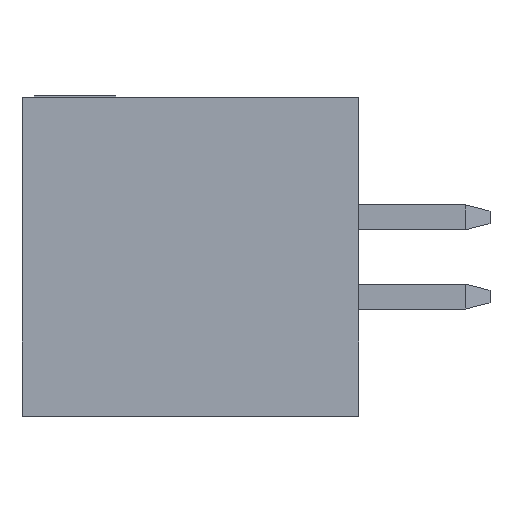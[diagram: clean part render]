
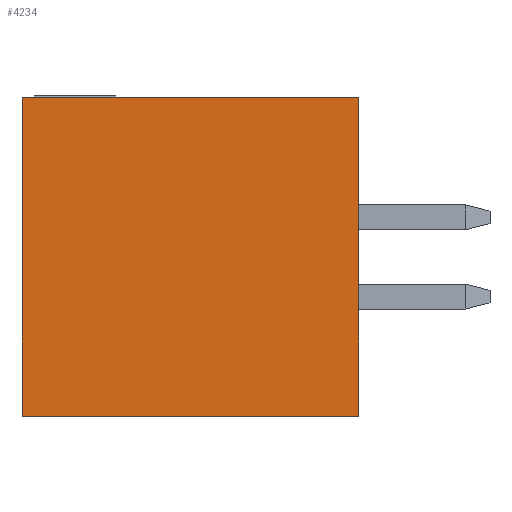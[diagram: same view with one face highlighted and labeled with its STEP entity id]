
A CAD part, left-side view. The second image highlights one B-rep face of the part: STEP entity #4234.
In plain terms, the highlighted free-form (B-spline) face has degree [1, 1] with [2, 2] control points.
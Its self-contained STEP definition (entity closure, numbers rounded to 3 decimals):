
#4234 = ADVANCED_FACE('',(#4235),#4248,.T.);
#4235 = FACE_BOUND('',#4236,.T.);
#4236 = EDGE_LOOP('',(#4237,#4259,#4274,#4289));
#4237 = ORIENTED_EDGE('',*,*,#4238,.F.);
#4238 = EDGE_CURVE('',#4239,#4241,#4243,.T.);
#4239 = VERTEX_POINT('',#4240);
#4240 = CARTESIAN_POINT('',(-6.325,5.4,2.55));
#4241 = VERTEX_POINT('',#4242);
#4242 = CARTESIAN_POINT('',(-6.325,0.,2.55));
#4243 = SURFACE_CURVE('',#4244,(#4247),.PCURVE_S1.);
#4244 = B_SPLINE_CURVE_WITH_KNOTS('',1,(#4245,#4246),.UNSPECIFIED.,.F.,
  .F.,(2,2),(0.,5.4),.PIECEWISE_BEZIER_KNOTS.);
#4245 = CARTESIAN_POINT('',(-6.325,5.4,2.55));
#4246 = CARTESIAN_POINT('',(-6.325,0.,2.55));
#4247 = PCURVE('',#4248,#4253);
#4248 = B_SPLINE_SURFACE_WITH_KNOTS('',1,1,(
    (#4249,#4250)
    ,(#4251,#4252
    )),.UNSPECIFIED.,.F.,.F.,.F.,(2,2),(2,2),(0.,5.1),(0.,5.4),
  .PIECEWISE_BEZIER_KNOTS.);
#4249 = CARTESIAN_POINT('',(-6.325,0.,-2.55));
#4250 = CARTESIAN_POINT('',(-6.325,5.4,-2.55));
#4251 = CARTESIAN_POINT('',(-6.325,0.,2.55));
#4252 = CARTESIAN_POINT('',(-6.325,5.4,2.55));
#4253 = DEFINITIONAL_REPRESENTATION('',(#4254),#4258);
#4254 = LINE('',#4255,#4256);
#4255 = CARTESIAN_POINT('',(5.1,5.4));
#4256 = VECTOR('',#4257,1.);
#4257 = DIRECTION('',(0.,-1.));
#4258 = ( GEOMETRIC_REPRESENTATION_CONTEXT(2) 
PARAMETRIC_REPRESENTATION_CONTEXT() REPRESENTATION_CONTEXT('2D SPACE',''
  ) );
#4259 = ORIENTED_EDGE('',*,*,#4260,.F.);
#4260 = EDGE_CURVE('',#4261,#4239,#4263,.T.);
#4261 = VERTEX_POINT('',#4262);
#4262 = CARTESIAN_POINT('',(-6.325,5.4,-2.55));
#4263 = SURFACE_CURVE('',#4264,(#4267),.PCURVE_S1.);
#4264 = B_SPLINE_CURVE_WITH_KNOTS('',1,(#4265,#4266),.UNSPECIFIED.,.F.,
  .F.,(2,2),(0.,5.1),.PIECEWISE_BEZIER_KNOTS.);
#4265 = CARTESIAN_POINT('',(-6.325,5.4,-2.55));
#4266 = CARTESIAN_POINT('',(-6.325,5.4,2.55));
#4267 = PCURVE('',#4248,#4268);
#4268 = DEFINITIONAL_REPRESENTATION('',(#4269),#4273);
#4269 = LINE('',#4270,#4271);
#4270 = CARTESIAN_POINT('',(0.,5.4));
#4271 = VECTOR('',#4272,1.);
#4272 = DIRECTION('',(1.,0.));
#4273 = ( GEOMETRIC_REPRESENTATION_CONTEXT(2) 
PARAMETRIC_REPRESENTATION_CONTEXT() REPRESENTATION_CONTEXT('2D SPACE',''
  ) );
#4274 = ORIENTED_EDGE('',*,*,#4275,.F.);
#4275 = EDGE_CURVE('',#4276,#4261,#4278,.T.);
#4276 = VERTEX_POINT('',#4277);
#4277 = CARTESIAN_POINT('',(-6.325,0.,-2.55));
#4278 = SURFACE_CURVE('',#4279,(#4282),.PCURVE_S1.);
#4279 = B_SPLINE_CURVE_WITH_KNOTS('',1,(#4280,#4281),.UNSPECIFIED.,.F.,
  .F.,(2,2),(0.,5.4),.PIECEWISE_BEZIER_KNOTS.);
#4280 = CARTESIAN_POINT('',(-6.325,0.,-2.55));
#4281 = CARTESIAN_POINT('',(-6.325,5.4,-2.55));
#4282 = PCURVE('',#4248,#4283);
#4283 = DEFINITIONAL_REPRESENTATION('',(#4284),#4288);
#4284 = LINE('',#4285,#4286);
#4285 = CARTESIAN_POINT('',(0.,0.));
#4286 = VECTOR('',#4287,1.);
#4287 = DIRECTION('',(0.,1.));
#4288 = ( GEOMETRIC_REPRESENTATION_CONTEXT(2) 
PARAMETRIC_REPRESENTATION_CONTEXT() REPRESENTATION_CONTEXT('2D SPACE',''
  ) );
#4289 = ORIENTED_EDGE('',*,*,#4290,.F.);
#4290 = EDGE_CURVE('',#4241,#4276,#4291,.T.);
#4291 = SURFACE_CURVE('',#4292,(#4295),.PCURVE_S1.);
#4292 = B_SPLINE_CURVE_WITH_KNOTS('',1,(#4293,#4294),.UNSPECIFIED.,.F.,
  .F.,(2,2),(0.,5.1),.PIECEWISE_BEZIER_KNOTS.);
#4293 = CARTESIAN_POINT('',(-6.325,0.,2.55));
#4294 = CARTESIAN_POINT('',(-6.325,0.,-2.55));
#4295 = PCURVE('',#4248,#4296);
#4296 = DEFINITIONAL_REPRESENTATION('',(#4297),#4301);
#4297 = LINE('',#4298,#4299);
#4298 = CARTESIAN_POINT('',(5.1,0.));
#4299 = VECTOR('',#4300,1.);
#4300 = DIRECTION('',(-1.,0.));
#4301 = ( GEOMETRIC_REPRESENTATION_CONTEXT(2) 
PARAMETRIC_REPRESENTATION_CONTEXT() REPRESENTATION_CONTEXT('2D SPACE',''
  ) );
